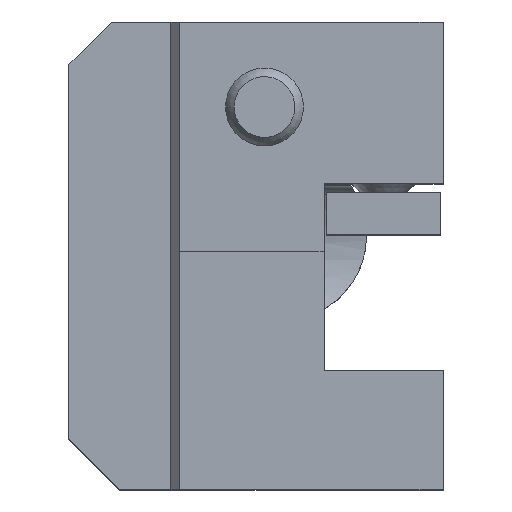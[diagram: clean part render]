
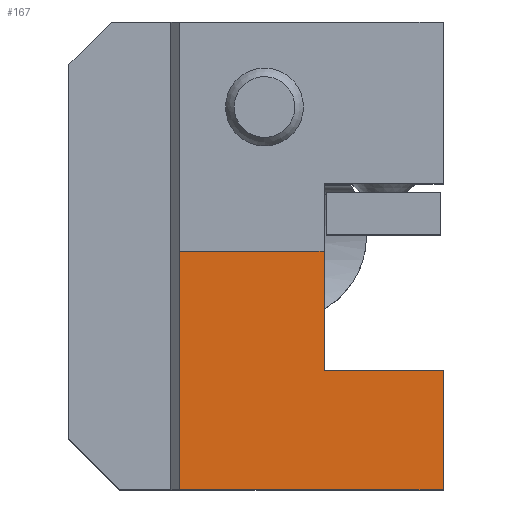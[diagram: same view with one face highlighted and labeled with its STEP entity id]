
A CAD part, top view. The second image highlights one B-rep face of the part: STEP entity #167.
In plain terms, the highlighted planar face has unit normal (0, 0, 1).
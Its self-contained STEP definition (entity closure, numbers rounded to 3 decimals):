
#59=FACE_OUTER_BOUND('',#329,.T.);
#167=ADVANCED_FACE('',(#59),#232,.T.);
#232=PLANE('',#1327);
#329=EDGE_LOOP('',(#536,#537,#538,#539,#540,#541));
#536=ORIENTED_EDGE('',*,*,#980,.T.);
#537=ORIENTED_EDGE('',*,*,#971,.T.);
#538=ORIENTED_EDGE('',*,*,#942,.T.);
#539=ORIENTED_EDGE('',*,*,#973,.T.);
#540=ORIENTED_EDGE('',*,*,#976,.T.);
#541=ORIENTED_EDGE('',*,*,#981,.F.);
#819=VERTEX_POINT('',#1941);
#820=VERTEX_POINT('',#1943);
#837=VERTEX_POINT('',#1992);
#839=VERTEX_POINT('',#1999);
#841=VERTEX_POINT('',#2005);
#844=VERTEX_POINT('',#2014);
#942=EDGE_CURVE('',#820,#819,#1078,.T.);
#971=EDGE_CURVE('',#837,#820,#1101,.T.);
#973=EDGE_CURVE('',#819,#839,#1103,.T.);
#976=EDGE_CURVE('',#839,#841,#1106,.T.);
#980=EDGE_CURVE('',#844,#837,#1107,.T.);
#981=EDGE_CURVE('',#844,#841,#1108,.T.);
#1078=LINE('',#1942,#1195);
#1101=LINE('',#1996,#1218);
#1103=LINE('',#2000,#1220);
#1106=LINE('',#2006,#1223);
#1107=LINE('',#2013,#1224);
#1108=LINE('',#2015,#1225);
#1195=VECTOR('',#1523,1.);
#1218=VECTOR('',#1570,1.);
#1220=VECTOR('',#1574,1.);
#1223=VECTOR('',#1579,1.);
#1224=VECTOR('',#1588,1.);
#1225=VECTOR('',#1589,1.);
#1327=AXIS2_PLACEMENT_3D('',#2016,#1590,#1591);
#1523=DIRECTION('',(0.,1.,0.));
#1570=DIRECTION('',(1.,0.,0.));
#1574=DIRECTION('',(-1.,0.,0.));
#1579=DIRECTION('',(0.,1.,0.));
#1588=DIRECTION('',(0.,-1.,0.));
#1589=DIRECTION('',(1.,0.,0.));
#1590=DIRECTION('',(0.,0.,1.));
#1591=DIRECTION('',(1.,0.,0.));
#1941=CARTESIAN_POINT('',(19.,-16.,55.));
#1942=CARTESIAN_POINT('',(19.,-30.,55.));
#1943=CARTESIAN_POINT('',(19.,-30.,55.));
#1992=CARTESIAN_POINT('',(-12.,-30.,55.));
#1996=CARTESIAN_POINT('',(-19.,-30.,55.));
#1999=CARTESIAN_POINT('',(5.,-16.,55.));
#2000=CARTESIAN_POINT('',(19.,-16.,55.));
#2005=CARTESIAN_POINT('',(5.,-2.,55.));
#2006=CARTESIAN_POINT('',(5.,-16.,55.));
#2013=CARTESIAN_POINT('',(-12.,25.,55.));
#2014=CARTESIAN_POINT('',(-12.,-2.,55.));
#2015=CARTESIAN_POINT('',(-32.,-2.,55.));
#2016=CARTESIAN_POINT('',(19.,6.,55.));
